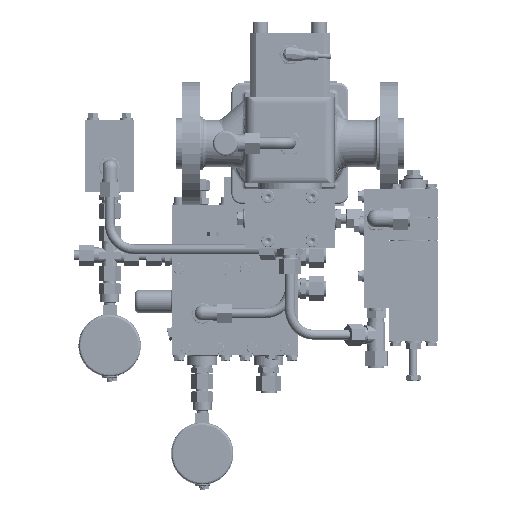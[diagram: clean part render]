
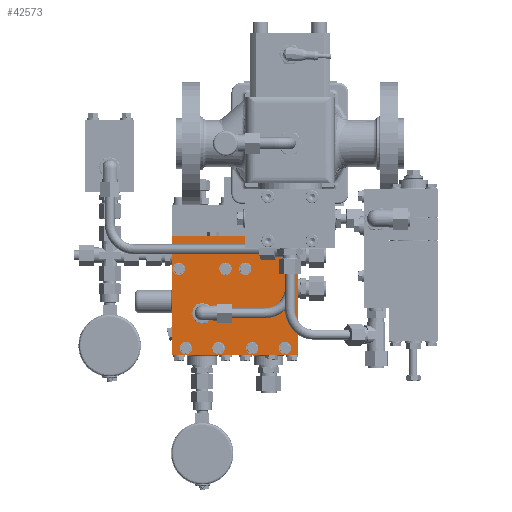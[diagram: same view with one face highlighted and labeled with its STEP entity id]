
A CAD part, front view. The second image highlights one B-rep face of the part: STEP entity #42573.
In plain terms, the highlighted planar face has unit normal (0, -1, 0).
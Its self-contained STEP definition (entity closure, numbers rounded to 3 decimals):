
#14835 = CARTESIAN_POINT ( 'NONE',  ( 8.5, 166., -213.5 ) ) ;
#23151 = CARTESIAN_POINT ( 'NONE',  ( 8.5, 166., -93.5 ) ) ;
#23633 = VERTEX_POINT ( 'NONE', #14835 ) ;
#26426 = LINE ( 'NONE', #81864, #113703 ) ;
#29260 = VERTEX_POINT ( 'NONE', #23151 ) ;
#33131 = DIRECTION ( 'NONE',  ( -1., 0., 0. ) ) ;
#35044 = VECTOR ( 'NONE', #175673, 1000. ) ;
#39126 = DIRECTION ( 'NONE',  ( 0., 0., -1. ) ) ;
#42573 = ADVANCED_FACE ( 'Defeature ausgef�hrt7_0', ( #131201 ), #165667, .T. ) ;
#43643 = ORIENTED_EDGE ( 'NONE', *, *, #107936, .F. ) ;
#52543 = CARTESIAN_POINT ( 'NONE',  ( -118.5, 166., -213.5 ) ) ;
#61641 = ORIENTED_EDGE ( 'NONE', *, *, #149216, .F. ) ;
#63793 = CARTESIAN_POINT ( 'NONE',  ( -118.5, 166., -93.5 ) ) ;
#66941 = CARTESIAN_POINT ( 'NONE',  ( -118.5, 166., -93.5 ) ) ;
#73000 = DIRECTION ( 'NONE',  ( -1., 0., 0. ) ) ;
#76835 = EDGE_LOOP ( 'NONE', ( #61641, #43643, #95902, #101960 ) ) ;
#76844 = DIRECTION ( 'NONE',  ( 0., 0., 1. ) ) ;
#79489 = AXIS2_PLACEMENT_3D ( 'NONE', #95655, #99800, #33131 ) ;
#81864 = CARTESIAN_POINT ( 'NONE',  ( 8.5, 166., -93.5 ) ) ;
#82968 = LINE ( 'NONE', #63793, #85201 ) ;
#85201 = VECTOR ( 'NONE', #76844, 1000. ) ;
#87263 = CARTESIAN_POINT ( 'NONE',  ( -118.5, 166., -213.5 ) ) ;
#88450 = VECTOR ( 'NONE', #73000, 1000. ) ;
#91613 = EDGE_CURVE ( 'Defeature ausgef�hrt7_3+Defeature ausgef�hrt7_0+Defeature ausgef�hrt7_4+Defeature ausgef�hrt7_5', #29260, #23633, #26426, .T. ) ;
#95655 = CARTESIAN_POINT ( 'NONE',  ( -118.5, 166., -213.5 ) ) ;
#95902 = ORIENTED_EDGE ( 'NONE', *, *, #91613, .F. ) ;
#96424 = VERTEX_POINT ( 'NONE', #125775 ) ;
#99800 = DIRECTION ( 'NONE',  ( 0., -1., 0. ) ) ;
#101960 = ORIENTED_EDGE ( 'NONE', *, *, #114523, .F. ) ;
#107936 = EDGE_CURVE ( 'Defeature ausgef�hrt7_5+Defeature ausgef�hrt7_0+Defeature ausgef�hrt7_3+Defeature ausgef�hrt7_1', #23633, #146810, #124601, .T. ) ;
#113703 = VECTOR ( 'NONE', #39126, 1000. ) ;
#114523 = EDGE_CURVE ( 'Defeature ausgef�hrt7_4+Defeature ausgef�hrt7_0+Defeature ausgef�hrt7_1+Defeature ausgef�hrt7_3', #96424, #29260, #132990, .T. ) ;
#124601 = LINE ( 'NONE', #87263, #88450 ) ;
#125775 = CARTESIAN_POINT ( 'NONE',  ( -118.5, 166., -93.5 ) ) ;
#131201 = FACE_OUTER_BOUND ( 'NONE', #76835, .T. ) ;
#132990 = LINE ( 'NONE', #66941, #35044 ) ;
#146810 = VERTEX_POINT ( 'NONE', #52543 ) ;
#149216 = EDGE_CURVE ( 'Defeature ausgef�hrt7_1+Defeature ausgef�hrt7_0+Defeature ausgef�hrt7_5+Defeature ausgef�hrt7_4', #146810, #96424, #82968, .T. ) ;
#165667 = PLANE ( 'NONE',  #79489 ) ;
#175673 = DIRECTION ( 'NONE',  ( 1., 0., 0. ) ) ;
